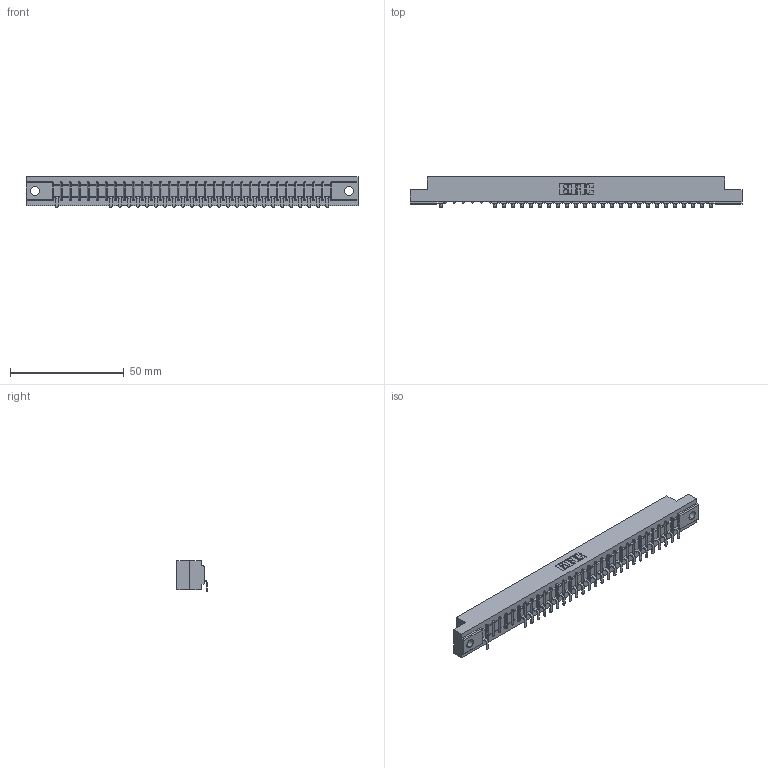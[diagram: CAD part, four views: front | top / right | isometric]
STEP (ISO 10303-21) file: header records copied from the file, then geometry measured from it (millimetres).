
FILE_DESCRIPTION (( 'STEP AP203' ), '1' );
FILE_NAME ('357-031-553-102.STEP', '2018-08-09T22:47:16', ( '' ), ( '' ), 'SwSTEP 2.0', 'SolidWorks 2016', '' );
FILE_SCHEMA (( 'CONFIG_CONTROL_DESIGN' ));
Length unit declared in the file: inch
Products named in the file (3): 307 Part_.128 Dia Mounting Holes; 307-290-002_553; 357-031-553-102
Assembly tree (27 placements, depth 2):
  357-031-553-102
    307 Part_.128 Dia Mounting Holes
    307-290-002_553  x26
Bounding box: 145.85 x 13.32 x 13.5 mm (x, y, z)
Volume: 15292.8 mm3; surface area: 17860.1 mm2
Topology: 27 solids, 27 shells, 2278 faces, 6987 edges, 4570 vertices
Faces by surface type: plane 1352, cylinder 862, sphere 64
Entity records: 28628 total; most frequent: CARTESIAN_POINT 4851, ORIENTED_EDGE 4846, DIRECTION 4713, EDGE_CURVE 2423, LINE 1849, VECTOR 1849, VERTEX_POINT 1570, AXIS2_PLACEMENT_3D 1432
